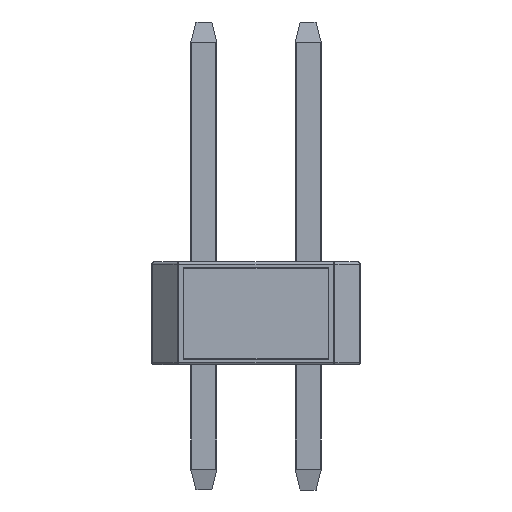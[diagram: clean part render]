
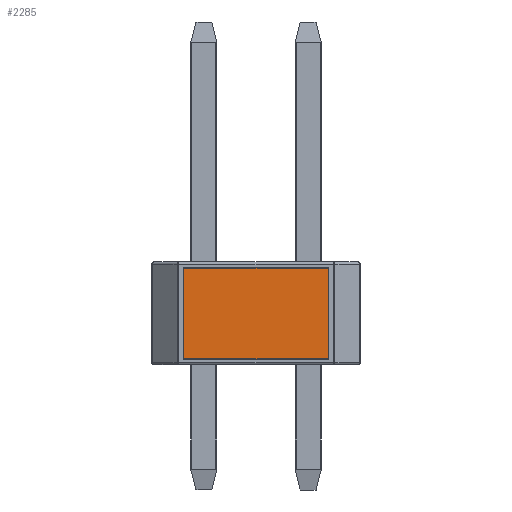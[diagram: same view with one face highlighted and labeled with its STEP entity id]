
A CAD part, left-side view. The second image highlights one B-rep face of the part: STEP entity #2285.
In plain terms, the highlighted planar face has unit normal (-1, 0, 0).
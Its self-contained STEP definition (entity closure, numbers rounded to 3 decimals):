
#334=FACE_OUTER_BOUND('',#460,.T.);
#460=EDGE_LOOP('',(#1862,#1863,#1864,#1865));
#599=LINE('',#3540,#815);
#600=LINE('',#3545,#816);
#603=LINE('',#3553,#819);
#605=LINE('',#3556,#821);
#815=VECTOR('',#2835,10.);
#816=VECTOR('',#2840,10.);
#819=VECTOR('',#2849,10.);
#821=VECTOR('',#2853,10.);
#1012=VERTEX_POINT('',#3537);
#1013=VERTEX_POINT('',#3539);
#1014=VERTEX_POINT('',#3543);
#1015=VERTEX_POINT('',#3544);
#1228=EDGE_CURVE('',#1013,#1012,#599,.T.);
#1230=EDGE_CURVE('',#1014,#1015,#600,.T.);
#1235=EDGE_CURVE('',#1012,#1014,#603,.T.);
#1237=EDGE_CURVE('',#1015,#1013,#605,.T.);
#1862=ORIENTED_EDGE('',*,*,#1235,.T.);
#1863=ORIENTED_EDGE('',*,*,#1230,.T.);
#1864=ORIENTED_EDGE('',*,*,#1237,.T.);
#1865=ORIENTED_EDGE('',*,*,#1228,.T.);
#2048=PLANE('',#2531);
#2285=ADVANCED_FACE('',(#334),#2048,.T.);
#2531=AXIS2_PLACEMENT_3D('',#3754,#3104,#3105);
#2835=DIRECTION('',(0.,1.,0.));
#2840=DIRECTION('',(0.,-1.,0.));
#2849=DIRECTION('',(0.,0.,-1.));
#2853=DIRECTION('',(0.,0.,1.));
#3104=DIRECTION('center_axis',(-1.,0.,0.));
#3105=DIRECTION('ref_axis',(0.,0.,1.));
#3537=CARTESIAN_POINT('',(-1.27,3.023,2.35));
#3539=CARTESIAN_POINT('',(-1.27,-0.488,2.35));
#3540=CARTESIAN_POINT('',(-1.27,3.023,2.35));
#3543=CARTESIAN_POINT('',(-1.27,3.023,0.15));
#3544=CARTESIAN_POINT('',(-1.27,-0.488,0.15));
#3545=CARTESIAN_POINT('',(-1.27,-0.488,0.15));
#3553=CARTESIAN_POINT('',(-1.27,3.023,0.15));
#3556=CARTESIAN_POINT('',(-1.27,-0.488,2.35));
#3754=CARTESIAN_POINT('Origin',(-1.27,1.268,1.25));
